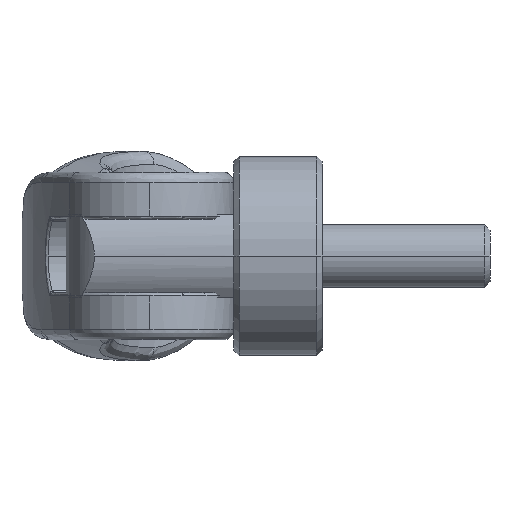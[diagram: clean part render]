
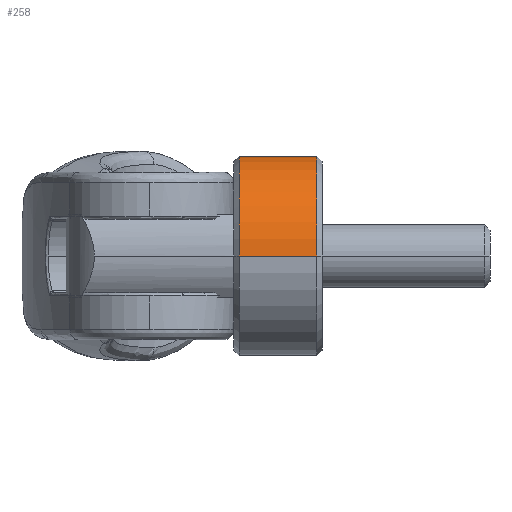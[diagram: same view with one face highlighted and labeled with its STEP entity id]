
A CAD part, left-side view. The second image highlights one B-rep face of the part: STEP entity #258.
In plain terms, the highlighted cylindrical face has radius 9.5 mm (diameter 19 mm), a partial arc.
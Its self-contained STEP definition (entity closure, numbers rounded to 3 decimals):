
#258=ADVANCED_FACE('',(#620),#621,.T.);
#620=FACE_OUTER_BOUND('',#1100,.T.);
#621=CYLINDRICAL_SURFACE('',#1101,9.5);
#1100=EDGE_LOOP('',(#8192,#8193,#8194,#8195));
#1101=AXIS2_PLACEMENT_3D('',#8196,#8197,#8198);
#8192=ORIENTED_EDGE('',*,*,#9132,.F.);
#8193=ORIENTED_EDGE('',*,*,#9133,.T.);
#8194=ORIENTED_EDGE('',*,*,#9134,.F.);
#8195=ORIENTED_EDGE('',*,*,#9128,.F.);
#8196=CARTESIAN_POINT('',(0.0,4.2,0.0));
#8197=DIRECTION('',(0.0,-1.0,0.0));
#8198=DIRECTION('',(1.0,0.0,0.0));
#9128=EDGE_CURVE('',#9695,#9698,#9699,.T.);
#9132=EDGE_CURVE('',#9704,#9695,#9705,.T.);
#9133=EDGE_CURVE('',#9704,#9706,#9707,.T.);
#9134=EDGE_CURVE('',#9698,#9706,#9708,.T.);
#9695=VERTEX_POINT('',#10514);
#9698=VERTEX_POINT('',#10518);
#9699=CIRCLE('',#10519,9.5);
#9704=VERTEX_POINT('',#10525);
#9705=LINE('',#10526,#10527);
#9706=VERTEX_POINT('',#10528);
#9707=CIRCLE('',#10529,9.5);
#9708=LINE('',#10530,#10531);
#10514=CARTESIAN_POINT('',(9.5,0.5,0.0));
#10518=CARTESIAN_POINT('',(-9.5,0.5,0.));
#10519=AXIS2_PLACEMENT_3D('',#14269,#14270,#14271);
#10525=CARTESIAN_POINT('',(9.5,7.9,0.0));
#10526=CARTESIAN_POINT('',(9.5,4.2,0.));
#10527=VECTOR('',#14276,1.0);
#10528=CARTESIAN_POINT('',(-9.5,7.9,0.));
#10529=AXIS2_PLACEMENT_3D('',#14277,#14278,#14279);
#10530=CARTESIAN_POINT('',(-9.5,4.2,0.));
#10531=VECTOR('',#14280,1.0);
#14269=CARTESIAN_POINT('',(0.0,0.5,0.0));
#14270=DIRECTION('',(0.0,-1.0,0.0));
#14271=DIRECTION('',(1.0,0.0,0.0));
#14276=DIRECTION('',(0.0,-1.0,-0.0));
#14277=CARTESIAN_POINT('',(0.0,7.9,0.0));
#14278=DIRECTION('',(0.0,-1.0,0.0));
#14279=DIRECTION('',(1.0,0.0,0.0));
#14280=DIRECTION('',(0.0,1.0,-0.0));
